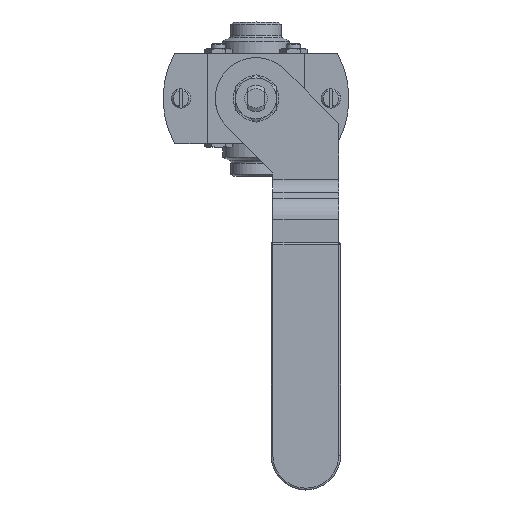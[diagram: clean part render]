
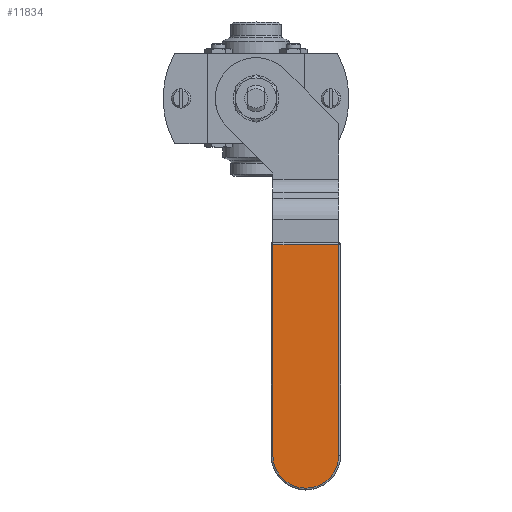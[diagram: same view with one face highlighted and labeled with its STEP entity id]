
A CAD part, top view. The second image highlights one B-rep face of the part: STEP entity #11834.
In plain terms, the highlighted planar face has unit normal (0, 0, 1).
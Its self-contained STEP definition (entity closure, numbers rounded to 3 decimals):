
#11453=CARTESIAN_POINT('',(-13.957,-0.762,2.464));
#11454=VERTEX_POINT('',#11453);
#11517=CARTESIAN_POINT('',(13.957,-0.762,2.464));
#11518=VERTEX_POINT('',#11517);
#11550=CARTESIAN_POINT('',(13.957,-90.0,2.464));
#11551=VERTEX_POINT('',#11550);
#11568=CARTESIAN_POINT('',(13.957,-0.762,2.464));
#11569=DIRECTION('',(0.0,-1.0,0.0));
#11570=VECTOR('',#11569,89.238);
#11571=LINE('',#11568,#11570);
#11572=EDGE_CURVE('',#11518,#11551,#11571,.T.);
#11602=CARTESIAN_POINT('',(-13.957,-0.762,2.464));
#11603=DIRECTION('',(1.0,0.0,0.0));
#11604=VECTOR('',#11603,27.915);
#11605=LINE('',#11602,#11604);
#11606=EDGE_CURVE('',#11454,#11518,#11605,.T.);
#11616=CARTESIAN_POINT('',(-13.957,-90.0,2.464));
#11617=VERTEX_POINT('',#11616);
#11635=CARTESIAN_POINT('',(0.0,-90.0,2.464));
#11636=DIRECTION('',(0.0,0.0,-1.0));
#11637=DIRECTION('',(0.0,-1.0,0.0));
#11638=AXIS2_PLACEMENT_3D('',#11635,#11636,#11637);
#11639=CIRCLE('',#11638,13.957);
#11640=EDGE_CURVE('',#11551,#11617,#11639,.T.);
#11724=CARTESIAN_POINT('',(-13.957,-90.0,2.464));
#11725=DIRECTION('',(0.0,1.0,0.0));
#11726=VECTOR('',#11725,89.238);
#11727=LINE('',#11724,#11726);
#11728=EDGE_CURVE('',#11617,#11454,#11727,.T.);
#11823=CARTESIAN_POINT('',(0.0,-49.485,2.464));
#11824=DIRECTION('',(0.0,0.0,1.0));
#11825=DIRECTION('',(1.0,0.0,0.0));
#11826=AXIS2_PLACEMENT_3D('',#11823,#11824,#11825);
#11827=PLANE('',#11826);
#11828=ORIENTED_EDGE('',*,*,#11572,.F.);
#11829=ORIENTED_EDGE('',*,*,#11606,.F.);
#11830=ORIENTED_EDGE('',*,*,#11728,.F.);
#11831=ORIENTED_EDGE('',*,*,#11640,.F.);
#11832=EDGE_LOOP('',(#11828,#11829,#11830,#11831));
#11833=FACE_OUTER_BOUND('',#11832,.T.);
#11834=ADVANCED_FACE('',(#11833),#11827,.T.);
